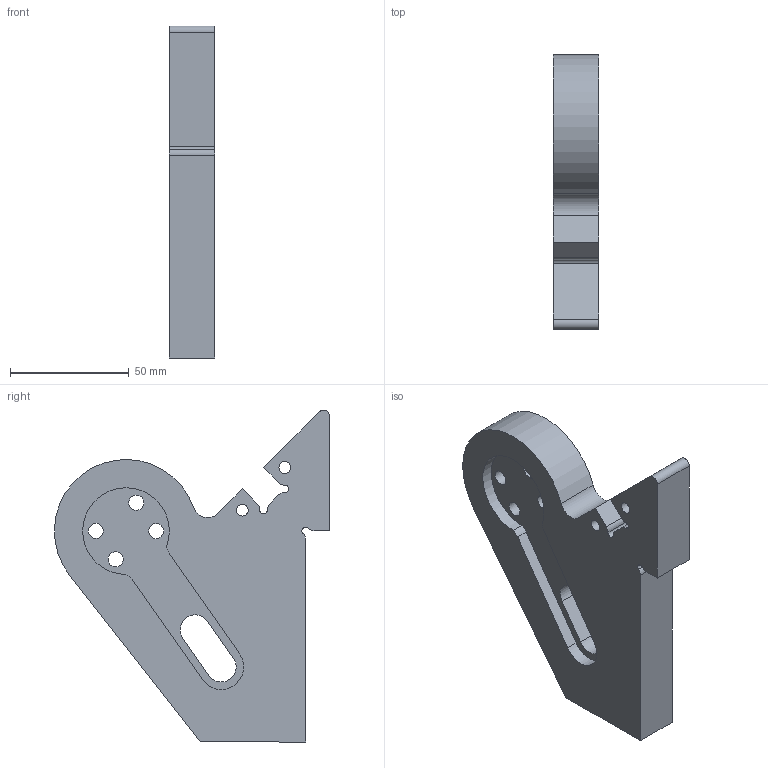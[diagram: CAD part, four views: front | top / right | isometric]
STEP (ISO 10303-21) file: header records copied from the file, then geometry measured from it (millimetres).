
FILE_DESCRIPTION(/* description */ (''),/* implementation_level */ '2;1');
FILE_NAME(/* name */ 'weapon upright.step',/* time_stamp */ '2024-04-15T14:15:39-04:00',/* author */ (''),/* organization */ (''),/* preprocessor_version */ 'ST-DEVELOPER v20',/* originating_system */ 'Autodesk Translation Framework v12.20.1.177',/* authorisation */ '');
FILE_SCHEMA (('AUTOMOTIVE_DESIGN { 1 0 10303 214 3 1 1 }'));
Length unit declared in the file: inch
Products named in the file (1): weapon upright eft
Bounding box: 19.05 x 115.87 x 139.82 mm (x, y, z)
Volume: 166711.4 mm3; surface area: 31917.2 mm2
Topology: 1 solids, 1 shells, 42 faces, 117 edges, 78 vertices
Faces by surface type: cylinder 24, plane 18
Full cylindrical faces by diameter (mm): 4.978 x2, 6.35 x4
Entity records: 1439 total; most frequent: DIRECTION 251, CARTESIAN_POINT 238, ORIENTED_EDGE 234, EDGE_CURVE 117, AXIS2_PLACEMENT_3D 91, VERTEX_POINT 78, LINE 69, VECTOR 69
